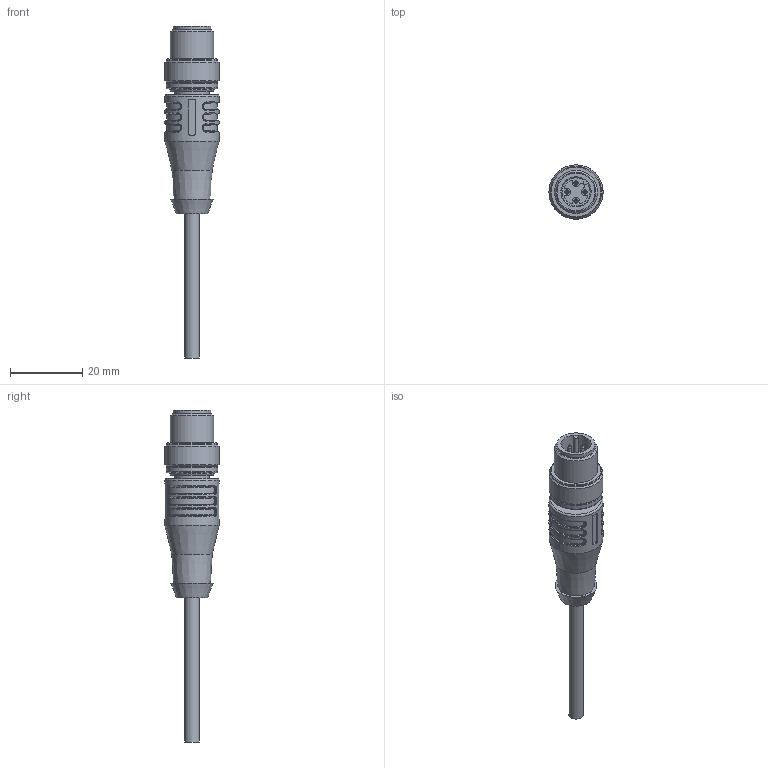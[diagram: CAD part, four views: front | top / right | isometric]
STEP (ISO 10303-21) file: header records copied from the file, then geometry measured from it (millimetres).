
FILE_DESCRIPTION(/* description */ (''),/* implementation_level */ '2;1');
FILE_NAME(/* name */ 'HT-WAS4_stp.stp',/* time_stamp */ '2016-05-20T13:21:56+02:00',/* author */ (''),/* organization */ (''),/* preprocessor_version */ 'ST-DEVELOPER v16',/* originating_system */ 'SIEMENS PLM Software NX 10.0',/* authorisation */ '');
FILE_SCHEMA (('AUTOMOTIVE_DESIGN { 1 0 10303 214 3 1 1 1 }'));
Length unit declared in the file: millimetre
Products named in the file (1): HT-WAS4_stp
Bounding box: 15 x 15 x 92 mm (x, y, z)
Volume: 6897.7 mm3; surface area: 3547.4 mm2
Topology: 1 solids, 1 shells, 184 faces, 427 edges, 264 vertices
Faces by surface type: cylinder 60, bspline 54, plane 50, cone 12, torus 8
Full cylindrical faces by diameter (mm): 1 x8, 4 x1, 8.375 x1, 9.6 x1, 10.45 x1, 12 x1, 12.5 x2, 14.2 x1, 14.25 x1, 15 x2
Entity records: 5999 total; most frequent: CARTESIAN_POINT 2769, ORIENTED_EDGE 742, DIRECTION 514, EDGE_CURVE 371, VERTEX_POINT 249, EDGE_LOOP 244, AXIS2_PLACEMENT_3D 232, ADVANCED_FACE 184
